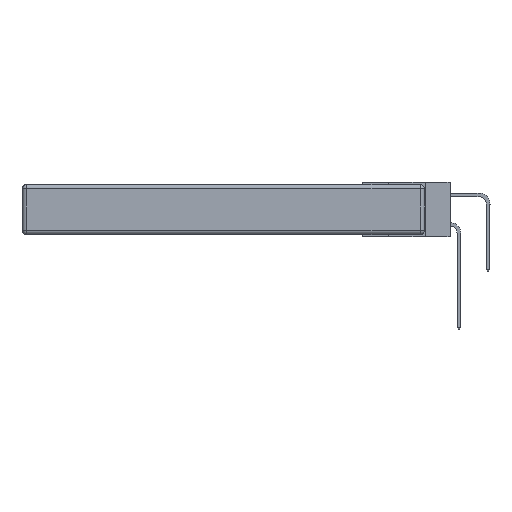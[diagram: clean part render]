
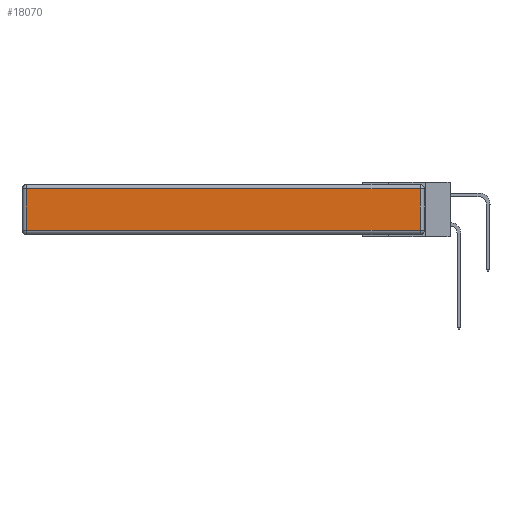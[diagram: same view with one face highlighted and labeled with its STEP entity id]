
A CAD part, left-side view. The second image highlights one B-rep face of the part: STEP entity #18070.
In plain terms, the highlighted planar face has unit normal (-1, 0, 0).
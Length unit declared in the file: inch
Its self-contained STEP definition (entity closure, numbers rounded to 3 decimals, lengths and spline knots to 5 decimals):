
#847 = VERTEX_POINT ( 'NONE', #5806 ) ;
#1924 = EDGE_CURVE ( 'NONE', #13924, #847, #11328, .T. ) ;
#2292 = VECTOR ( 'NONE', #23871, 39.37008 ) ;
#2422 = EDGE_CURVE ( 'NONE', #25137, #13924, #4328, .T. ) ;
#4035 = LINE ( 'NONE', #13735, #24244 ) ;
#4042 = AXIS2_PLACEMENT_3D ( 'NONE', #12553, #28153, #5445 ) ;
#4147 = CARTESIAN_POINT ( 'NONE',  ( 0., 2.72, -0.343 ) ) ;
#4328 = LINE ( 'NONE', #28279, #7124 ) ;
#5295 = LINE ( 'NONE', #4147, #18574 ) ;
#5445 = DIRECTION ( 'NONE',  ( 0., 0., 1. ) ) ;
#5806 = CARTESIAN_POINT ( 'NONE',  ( 0., 2.72, -0.03 ) ) ;
#7013 = EDGE_CURVE ( 'NONE', #12333, #25137, #4035, .T. ) ;
#7124 = VECTOR ( 'NONE', #14851, 39.37008 ) ;
#8157 = ORIENTED_EDGE ( 'NONE', *, *, #2422, .T. ) ;
#9232 = CARTESIAN_POINT ( 'NONE',  ( 0., 2.72, -0.313 ) ) ;
#10322 = PLANE ( 'NONE',  #4042 ) ;
#11201 = ORIENTED_EDGE ( 'NONE', *, *, #1924, .T. ) ;
#11328 = LINE ( 'NONE', #28141, #2292 ) ;
#12333 = VERTEX_POINT ( 'NONE', #9232 ) ;
#12553 = CARTESIAN_POINT ( 'NONE',  ( 0., 0., -0.343 ) ) ;
#12851 = CARTESIAN_POINT ( 'NONE',  ( 0., 0.03, -0.313 ) ) ;
#13630 = DIRECTION ( 'NONE',  ( 0., -1., 0. ) ) ;
#13735 = CARTESIAN_POINT ( 'NONE',  ( 0., 0., -0.313 ) ) ;
#13924 = VERTEX_POINT ( 'NONE', #16003 ) ;
#14851 = DIRECTION ( 'NONE',  ( 0., 0., 1. ) ) ;
#16003 = CARTESIAN_POINT ( 'NONE',  ( 0., 0.03, -0.03 ) ) ;
#16282 = EDGE_CURVE ( 'NONE', #847, #12333, #5295, .T. ) ;
#16818 = EDGE_LOOP ( 'NONE', ( #20714, #8157, #11201, #23249 ) ) ;
#17351 = DIRECTION ( 'NONE',  ( 0., 0., -1. ) ) ;
#18070 = ADVANCED_FACE ( 'NONE', ( #23040 ), #10322, .T. ) ;
#18574 = VECTOR ( 'NONE', #17351, 39.37008 ) ;
#20714 = ORIENTED_EDGE ( 'NONE', *, *, #7013, .T. ) ;
#23040 = FACE_OUTER_BOUND ( 'NONE', #16818, .T. ) ;
#23249 = ORIENTED_EDGE ( 'NONE', *, *, #16282, .T. ) ;
#23871 = DIRECTION ( 'NONE',  ( 0., 1., 0. ) ) ;
#24244 = VECTOR ( 'NONE', #13630, 39.37008 ) ;
#25137 = VERTEX_POINT ( 'NONE', #12851 ) ;
#28141 = CARTESIAN_POINT ( 'NONE',  ( 0., 2.75, -0.03 ) ) ;
#28153 = DIRECTION ( 'NONE',  ( -1., 0., 0. ) ) ;
#28279 = CARTESIAN_POINT ( 'NONE',  ( 0., 0.03, -0.343 ) ) ;
